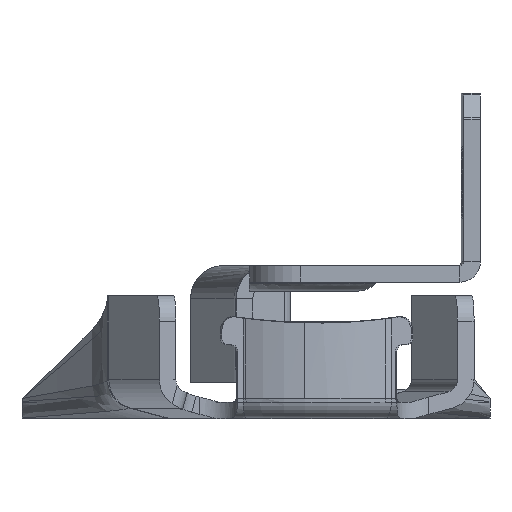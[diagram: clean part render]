
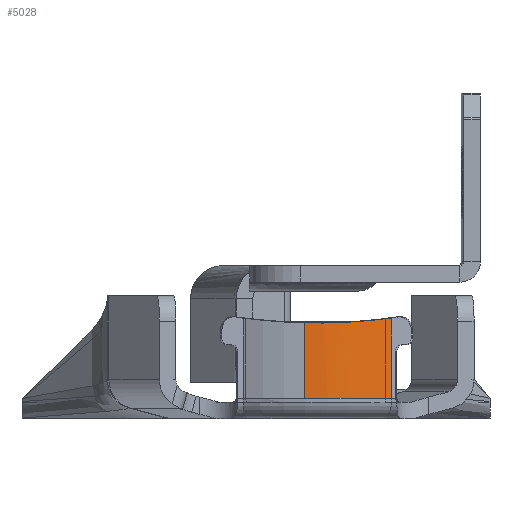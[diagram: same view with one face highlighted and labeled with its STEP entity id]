
A CAD part, left-side view. The second image highlights one B-rep face of the part: STEP entity #5028.
In plain terms, the highlighted cylindrical face has radius 12.3 mm (diameter 24.6 mm), a partial arc.
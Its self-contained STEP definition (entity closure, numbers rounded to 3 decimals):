
#5 = CARTESIAN_POINT ( 'NONE',  ( -447.958, -9.693, 6.7 ) ) ;
#226 = ORIENTED_EDGE ( 'NONE', *, *, #20586, .T. ) ;
#1091 = CARTESIAN_POINT ( 'NONE',  ( -449.641, -5.874, 6.241 ) ) ;
#4320 = CARTESIAN_POINT ( 'NONE',  ( -450.001, -2.904, 0.3 ) ) ;
#4354 = CARTESIAN_POINT ( 'NONE',  ( -450.001, -2.904, 6.7 ) ) ;
#4872 = CYLINDRICAL_SURFACE ( 'NONE', #24276, 12.3 ) ;
#5028 = ADVANCED_FACE ( 'NONE', ( #14111 ), #4872, .T. ) ;
#5081 = CIRCLE ( 'NONE', #21990, 12.3 ) ;
#7015 = CARTESIAN_POINT ( 'NONE',  ( -450.001, -2.904, 6.214 ) ) ;
#8274 = EDGE_LOOP ( 'NONE', ( #10299, #11032, #226, #14502 ) ) ;
#9350 = CARTESIAN_POINT ( 'NONE',  ( -449.772, -5.285, 6.218 ) ) ;
#10299 = ORIENTED_EDGE ( 'NONE', *, *, #14825, .T. ) ;
#10800 = VECTOR ( 'NONE', #28937, 1000. ) ;
#10937 = LINE ( 'NONE', #4354, #25889 ) ;
#11032 = ORIENTED_EDGE ( 'NONE', *, *, #18552, .T. ) ;
#11602 = CARTESIAN_POINT ( 'NONE',  ( -437.701, -2.904, 6.7 ) ) ;
#11725 = EDGE_CURVE ( 'NONE', #14865, #27532, #18212, .T. ) ;
#12361 = CARTESIAN_POINT ( 'NONE',  ( -449.129, -7.61, 6.341 ) ) ;
#13512 = DIRECTION ( 'NONE',  ( 0., 0., -1. ) ) ;
#13804 = CARTESIAN_POINT ( 'NONE',  ( -447.958, -9.693, 0.3 ) ) ;
#14111 = FACE_OUTER_BOUND ( 'NONE', #8274, .T. ) ;
#14502 = ORIENTED_EDGE ( 'NONE', *, *, #11725, .F. ) ;
#14825 = EDGE_CURVE ( 'NONE', #14865, #19730, #23423, .T. ) ;
#14865 = VERTEX_POINT ( 'NONE', #25121 ) ;
#17889 = CARTESIAN_POINT ( 'NONE',  ( -448.623, -8.688, 6.456 ) ) ;
#18212 = LINE ( 'NONE', #5, #10800 ) ;
#18335 = CARTESIAN_POINT ( 'NONE',  ( -450.001, -3.505, 6.199 ) ) ;
#18480 = CARTESIAN_POINT ( 'NONE',  ( -449.564, -6.168, 6.255 ) ) ;
#18552 = EDGE_CURVE ( 'NONE', #19730, #26746, #10937, .T. ) ;
#19437 = CARTESIAN_POINT ( 'NONE',  ( -437.701, -2.904, 0.3 ) ) ;
#19730 = VERTEX_POINT ( 'NONE', #22657 ) ;
#20389 = DIRECTION ( 'NONE',  ( 0., 0., -1. ) ) ;
#20586 = EDGE_CURVE ( 'NONE', #26746, #27532, #5081, .T. ) ;
#21990 = AXIS2_PLACEMENT_3D ( 'NONE', #19437, #24005, #27927 ) ;
#22335 = CARTESIAN_POINT ( 'NONE',  ( -447.958, -9.693, 6.603 ) ) ;
#22657 = CARTESIAN_POINT ( 'NONE',  ( -450.001, -2.904, 6.214 ) ) ;
#23423 = B_SPLINE_CURVE_WITH_KNOTS ( 'NONE', 3,
 ( #22335, #17889, #12361, #18480, #1091, #9350, #25827, #24985, #18335, #7015 ),
 .UNSPECIFIED., .F., .F.,
 ( 4, 2, 2, 2, 4 ),
 ( 0., 0.004, 0.004, 0.005, 0.007 ),
 .UNSPECIFIED. ) ;
#24005 = DIRECTION ( 'NONE',  ( 0., 0., 1. ) ) ;
#24276 = AXIS2_PLACEMENT_3D ( 'NONE', #11602, #13512, #25333 ) ;
#24985 = CARTESIAN_POINT ( 'NONE',  ( -449.957, -4.101, 6.196 ) ) ;
#25121 = CARTESIAN_POINT ( 'NONE',  ( -447.958, -9.693, 6.603 ) ) ;
#25333 = DIRECTION ( 'NONE',  ( -1., 0., 0. ) ) ;
#25827 = CARTESIAN_POINT ( 'NONE',  ( -449.826, -4.99, 6.21 ) ) ;
#25889 = VECTOR ( 'NONE', #20389, 1000. ) ;
#26746 = VERTEX_POINT ( 'NONE', #4320 ) ;
#27532 = VERTEX_POINT ( 'NONE', #13804 ) ;
#27927 = DIRECTION ( 'NONE',  ( 1., 0., 0. ) ) ;
#28937 = DIRECTION ( 'NONE',  ( 0., 0., -1. ) ) ;
